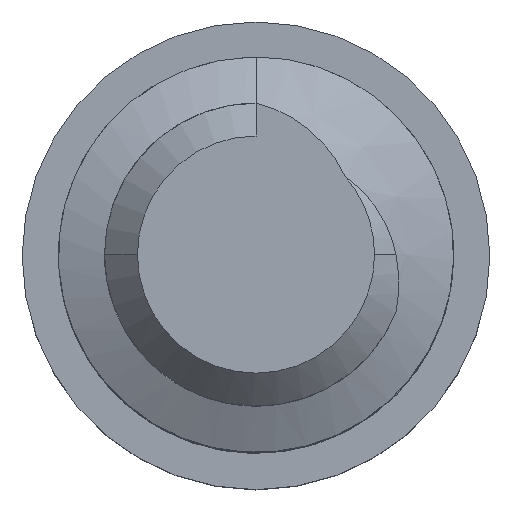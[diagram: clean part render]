
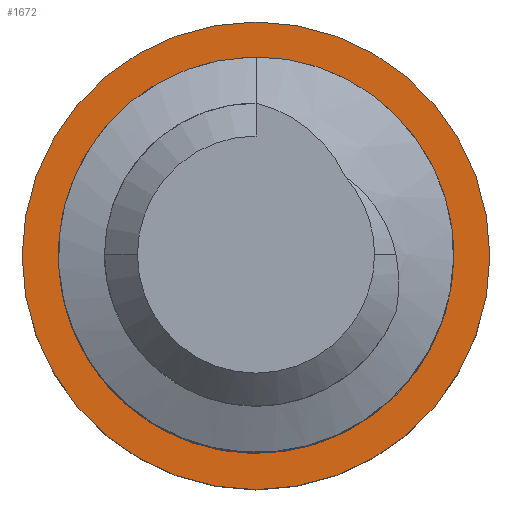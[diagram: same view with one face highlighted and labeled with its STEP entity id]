
A CAD part, top view. The second image highlights one B-rep face of the part: STEP entity #1672.
In plain terms, the highlighted planar face has unit normal (0, 0, 1).
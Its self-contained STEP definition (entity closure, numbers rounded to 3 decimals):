
#23 = CARTESIAN_POINT ( 'NONE',  ( 0., -2.3, 9. ) ) ;
#31 = CARTESIAN_POINT ( 'NONE',  ( -0.846, -2.363, 9. ) ) ;
#51 = VECTOR ( 'NONE', #680, 1000. ) ;
#73 = VERTEX_POINT ( 'NONE', #1067 ) ;
#84 = CARTESIAN_POINT ( 'NONE',  ( -3.55, 0., 9. ) ) ;
#134 = CARTESIAN_POINT ( 'NONE',  ( 1.775, 1.775, 9. ) ) ;
#148 = AXIS2_PLACEMENT_3D ( 'NONE', #544, #355, #1089 ) ;
#166 = ORIENTED_EDGE ( 'NONE', *, *, #1978, .T. ) ;
#197 = CARTESIAN_POINT ( 'NONE',  ( 0., 0., 9. ) ) ;
#234 = FACE_OUTER_BOUND ( 'NONE', #1560, .T. ) ;
#325 = DIRECTION ( 'NONE',  ( 1., 0., 0. ) ) ;
#355 = DIRECTION ( 'NONE',  ( 0., 0., 1. ) ) ;
#393 = CARTESIAN_POINT ( 'NONE',  ( -0.673, -2.375, 9. ) ) ;
#403 = CARTESIAN_POINT ( 'NONE',  ( -1.956, -1.956, 9. ) ) ;
#405 = CARTESIAN_POINT ( 'NONE',  ( 0., 0., 9. ) ) ;
#431 = CIRCLE ( 'NONE', #1061, 3.55 ) ;
#434 = DIRECTION ( 'NONE',  ( 0., 0., 1. ) ) ;
#446 = PLANE ( 'NONE',  #1252 ) ;
#457 = ORIENTED_EDGE ( 'NONE', *, *, #910, .T. ) ;
#522 = CARTESIAN_POINT ( 'NONE',  ( -1.956, -1.956, 9. ) ) ;
#544 = CARTESIAN_POINT ( 'NONE',  ( 0., 0., 9. ) ) ;
#545 = DIRECTION ( 'NONE',  ( 0., 0., 1. ) ) ;
#571 = EDGE_CURVE ( 'NONE', #73, #2322, #802, .T. ) ;
#574 = CARTESIAN_POINT ( 'NONE',  ( -0.167, -2.341, 9. ) ) ;
#587 = CARTESIAN_POINT ( 'NONE',  ( -1.344, -2.257, 9. ) ) ;
#590 = DIRECTION ( 'NONE',  ( 1., 0., 0. ) ) ;
#680 = DIRECTION ( 'NONE',  ( -0.707, -0.707, 0. ) ) ;
#795 = AXIS2_PLACEMENT_3D ( 'NONE', #197, #545, #2037 ) ;
#802 = CIRCLE ( 'NONE', #2172, 2.3 ) ;
#817 = VERTEX_POINT ( 'NONE', #1435 ) ;
#846 = EDGE_CURVE ( 'NONE', #922, #1805, #2097, .T. ) ;
#862 = CARTESIAN_POINT ( 'NONE',  ( 2.3, 0., 9. ) ) ;
#910 = EDGE_CURVE ( 'NONE', #922, #1020, #1677, .T. ) ;
#922 = VERTEX_POINT ( 'NONE', #1146 ) ;
#964 = DIRECTION ( 'NONE',  ( 0., 0., -1. ) ) ;
#973 = FACE_BOUND ( 'NONE', #1815, .T. ) ;
#992 = CIRCLE ( 'NONE', #795, 3.55 ) ;
#1020 = VERTEX_POINT ( 'NONE', #522 ) ;
#1045 = EDGE_CURVE ( 'NONE', #1805, #73, #1836, .T. ) ;
#1061 = AXIS2_PLACEMENT_3D ( 'NONE', #405, #434, #590 ) ;
#1067 = CARTESIAN_POINT ( 'NONE',  ( -2.3, 0., 9. ) ) ;
#1089 = DIRECTION ( 'NONE',  ( 1., 0., 0. ) ) ;
#1146 = CARTESIAN_POINT ( 'NONE',  ( 0., -2.3, 9. ) ) ;
#1179 = ORIENTED_EDGE ( 'NONE', *, *, #846, .F. ) ;
#1181 = CARTESIAN_POINT ( 'NONE',  ( 0., 3.55, 9. ) ) ;
#1207 = DIRECTION ( 'NONE',  ( 0., 0., 1. ) ) ;
#1208 = ORIENTED_EDGE ( 'NONE', *, *, #1558, .T. ) ;
#1221 = EDGE_CURVE ( 'NONE', #2322, #1020, #1789, .T. ) ;
#1252 = AXIS2_PLACEMENT_3D ( 'NONE', #1181, #964, #1708 ) ;
#1279 = CARTESIAN_POINT ( 'NONE',  ( 0., 0., 9. ) ) ;
#1307 = CARTESIAN_POINT ( 'NONE',  ( -1.181, -2.304, 9. ) ) ;
#1422 = ORIENTED_EDGE ( 'NONE', *, *, #571, .F. ) ;
#1435 = CARTESIAN_POINT ( 'NONE',  ( 3.55, 0., 9. ) ) ;
#1558 = EDGE_CURVE ( 'NONE', #817, #2161, #431, .T. ) ;
#1560 = EDGE_LOOP ( 'NONE', ( #1208, #166 ) ) ;
#1663 = DIRECTION ( 'NONE',  ( 1., 0., 0. ) ) ;
#1672 = ADVANCED_FACE ( 'NONE', ( #234, #973 ), #446, .F. ) ;
#1677 = B_SPLINE_CURVE_WITH_KNOTS ( 'NONE', 3,
 ( #23, #574, #2239, #393, #31, #1307, #587, #2056, #2065, #403 ),
 .UNSPECIFIED., .F., .F.,
 ( 4, 2, 2, 2, 4 ),
 ( 0., 0.001, 0.001, 0.002, 0.002 ),
 .UNSPECIFIED. ) ;
#1708 = DIRECTION ( 'NONE',  ( -1., 0., 0. ) ) ;
#1789 = LINE ( 'NONE', #134, #51 ) ;
#1805 = VERTEX_POINT ( 'NONE', #862 ) ;
#1811 = CARTESIAN_POINT ( 'NONE',  ( -1.626, -1.626, 9. ) ) ;
#1815 = EDGE_LOOP ( 'NONE', ( #2192, #1422, #2310, #1179, #457 ) ) ;
#1836 = CIRCLE ( 'NONE', #2136, 2.3 ) ;
#1978 = EDGE_CURVE ( 'NONE', #2161, #817, #992, .T. ) ;
#2018 = DIRECTION ( 'NONE',  ( 0., 0., 1. ) ) ;
#2037 = DIRECTION ( 'NONE',  ( 1., 0., 0. ) ) ;
#2056 = CARTESIAN_POINT ( 'NONE',  ( -1.66, -2.131, 9. ) ) ;
#2065 = CARTESIAN_POINT ( 'NONE',  ( -1.813, -2.051, 9. ) ) ;
#2097 = CIRCLE ( 'NONE', #148, 2.3 ) ;
#2136 = AXIS2_PLACEMENT_3D ( 'NONE', #1279, #2018, #1663 ) ;
#2161 = VERTEX_POINT ( 'NONE', #84 ) ;
#2172 = AXIS2_PLACEMENT_3D ( 'NONE', #2315, #1207, #325 ) ;
#2192 = ORIENTED_EDGE ( 'NONE', *, *, #1221, .F. ) ;
#2239 = CARTESIAN_POINT ( 'NONE',  ( -0.335, -2.364, 9. ) ) ;
#2310 = ORIENTED_EDGE ( 'NONE', *, *, #1045, .F. ) ;
#2315 = CARTESIAN_POINT ( 'NONE',  ( 0., 0., 9. ) ) ;
#2322 = VERTEX_POINT ( 'NONE', #1811 ) ;
